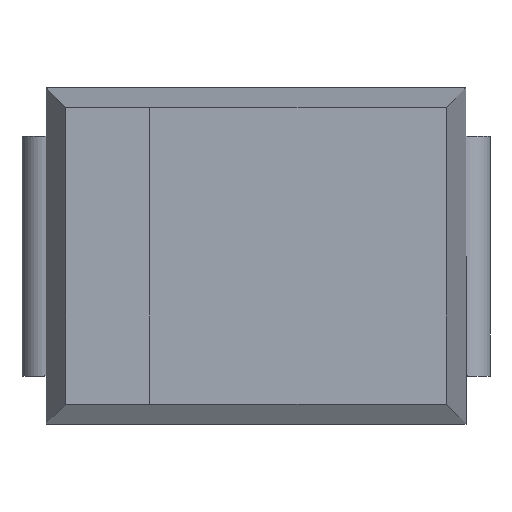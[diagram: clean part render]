
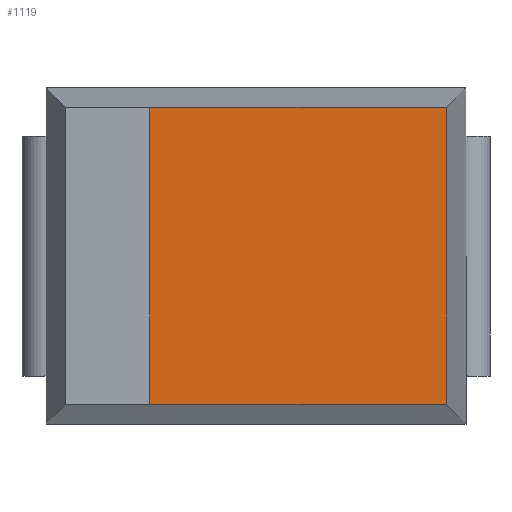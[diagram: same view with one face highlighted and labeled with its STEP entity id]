
A CAD part, top view. The second image highlights one B-rep face of the part: STEP entity #1119.
In plain terms, the highlighted planar face has unit normal (0, 0, 1).
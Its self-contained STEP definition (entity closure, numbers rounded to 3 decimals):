
#17 = CARTESIAN_POINT ( 'NONE',  ( -0.887, -1.237, 1.9 ) ) ;
#31 = DIRECTION ( 'NONE',  ( 0., 1., 0. ) ) ;
#39 = DIRECTION ( 'NONE',  ( -1., 0., 0. ) ) ;
#87 = LINE ( 'NONE', #484, #758 ) ;
#108 = CARTESIAN_POINT ( 'NONE',  ( 1.587, -1.237, 1.9 ) ) ;
#281 = ORIENTED_EDGE ( 'NONE', *, *, #472, .T. ) ;
#310 = VERTEX_POINT ( 'NONE', #598 ) ;
#340 = EDGE_CURVE ( 'NONE', #456, #310, #560, .T. ) ;
#419 = ORIENTED_EDGE ( 'NONE', *, *, #340, .T. ) ;
#456 = VERTEX_POINT ( 'NONE', #1073 ) ;
#472 = EDGE_CURVE ( 'NONE', #705, #622, #859, .T. ) ;
#484 = CARTESIAN_POINT ( 'NONE',  ( -0.887, -1.237, 1.9 ) ) ;
#535 = VECTOR ( 'NONE', #39, 1000. ) ;
#537 = VECTOR ( 'NONE', #1166, 1000. ) ;
#560 = LINE ( 'NONE', #727, #535 ) ;
#563 = EDGE_CURVE ( 'NONE', #705, #310, #87, .T. ) ;
#585 = PLANE ( 'NONE',  #844 ) ;
#590 = DIRECTION ( 'NONE',  ( 1., 0., 0. ) ) ;
#598 = CARTESIAN_POINT ( 'NONE',  ( -0.887, 1.237, 1.9 ) ) ;
#622 = VERTEX_POINT ( 'NONE', #108 ) ;
#641 = VECTOR ( 'NONE', #31, 1000. ) ;
#688 = CARTESIAN_POINT ( 'NONE',  ( 0., 0., 1.9 ) ) ;
#705 = VERTEX_POINT ( 'NONE', #17 ) ;
#711 = CARTESIAN_POINT ( 'NONE',  ( 1.587, 1.4, 1.9 ) ) ;
#727 = CARTESIAN_POINT ( 'NONE',  ( -1.75, 1.237, 1.9 ) ) ;
#729 = ORIENTED_EDGE ( 'NONE', *, *, #1172, .T. ) ;
#754 = ORIENTED_EDGE ( 'NONE', *, *, #563, .F. ) ;
#758 = VECTOR ( 'NONE', #876, 1000. ) ;
#844 = AXIS2_PLACEMENT_3D ( 'NONE', #688, #1263, #590 ) ;
#859 = LINE ( 'NONE', #1253, #537 ) ;
#876 = DIRECTION ( 'NONE',  ( 0., 1., 0. ) ) ;
#973 = FACE_OUTER_BOUND ( 'NONE', #1182, .T. ) ;
#1073 = CARTESIAN_POINT ( 'NONE',  ( 1.587, 1.237, 1.9 ) ) ;
#1113 = LINE ( 'NONE', #711, #641 ) ;
#1119 = ADVANCED_FACE ( 'NONE', ( #973 ), #585, .T. ) ;
#1166 = DIRECTION ( 'NONE',  ( 1., 0., 0. ) ) ;
#1172 = EDGE_CURVE ( 'NONE', #622, #456, #1113, .T. ) ;
#1182 = EDGE_LOOP ( 'NONE', ( #754, #281, #729, #419 ) ) ;
#1253 = CARTESIAN_POINT ( 'NONE',  ( 1.75, -1.237, 1.9 ) ) ;
#1263 = DIRECTION ( 'NONE',  ( 0., 0., 1. ) ) ;
